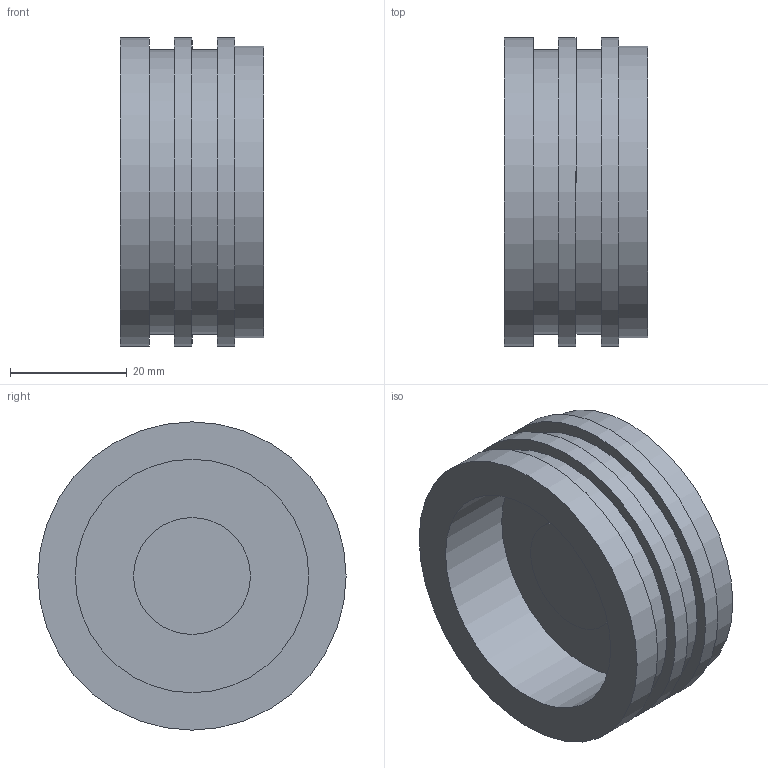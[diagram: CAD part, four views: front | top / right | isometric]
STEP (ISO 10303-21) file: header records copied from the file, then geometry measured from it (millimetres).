
FILE_DESCRIPTION(/* description */ (''),/* implementation_level */ '2;1');
FILE_NAME(/* name */ 'Bouchon inox .step',/* time_stamp */ '2021-05-06T19:35:20+01:00',/* author */ (''),/* organization */ (''),/* preprocessor_version */ 'ST-DEVELOPER v18.1',/* originating_system */ 'Autodesk Translation Framework v10.6.0.1341',/* authorisation */ '');
FILE_SCHEMA (('AUTOMOTIVE_DESIGN { 1 0 10303 214 3 1 1 }'));
Length unit declared in the file: millimetre
Products named in the file (1): (Non enregistré)
Bounding box: 24.6 x 52.8 x 52.8 mm (x, y, z)
Volume: 26847.1 mm3; surface area: 12169.6 mm2
Topology: 1 solids, 1 shells, 19 faces, 27 edges, 18 vertices
Faces by surface type: plane 10, cylinder 9
Full cylindrical faces by diameter (mm): 20 x1, 40 x1, 42 x1, 48.7 x2, 50 x1, 52.8 x3
Entity records: 452 total; most frequent: DIRECTION 85, CARTESIAN_POINT 65, ORIENTED_EDGE 54, AXIS2_PLACEMENT_3D 38, EDGE_LOOP 27, EDGE_CURVE 27, FACE_OUTER_BOUND 19, ADVANCED_FACE 19
